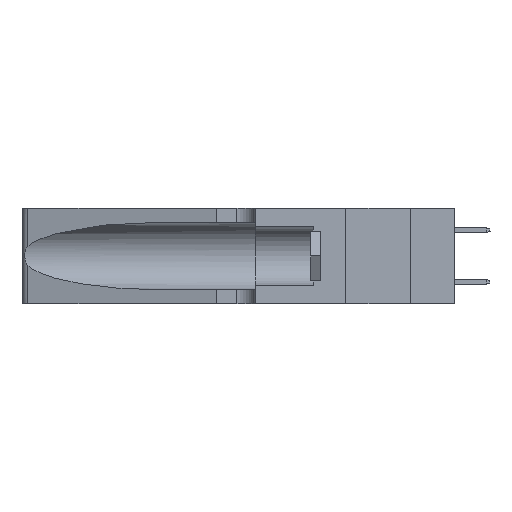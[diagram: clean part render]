
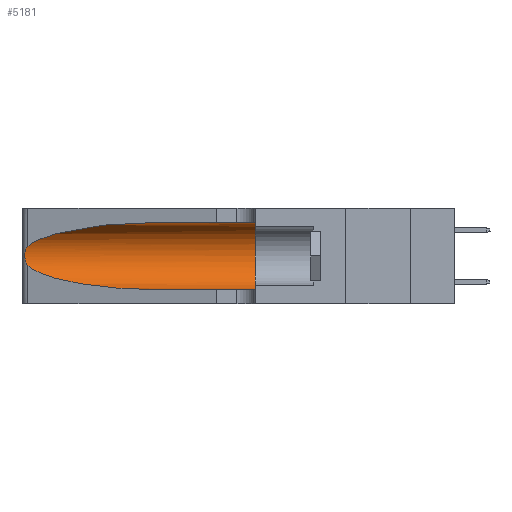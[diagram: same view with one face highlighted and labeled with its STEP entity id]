
A CAD part, left-side view. The second image highlights one B-rep face of the part: STEP entity #5181.
In plain terms, the highlighted cylindrical face has radius 3.308 mm (diameter 6.617 mm), a partial arc.
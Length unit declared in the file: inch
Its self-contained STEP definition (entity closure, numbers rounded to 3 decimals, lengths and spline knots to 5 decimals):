
#625 = EDGE_LOOP ( 'NONE', ( #1676, #16951, #15357, #33754, #24313, #37229 ) ) ;
#1125 = CARTESIAN_POINT ( 'NONE',  ( 0.25487, 1.22718, 0.14631 ) ) ;
#1676 = ORIENTED_EDGE ( 'NONE', *, *, #6680, .T. ) ;
#3076 = B_SPLINE_CURVE_WITH_KNOTS ( 'NONE', 3,
 ( #15765, #27930, #3872, #7188, #36510, #24794, #27742, #9919, #21846, #33781, #7004, #18909, #4061, #1125 ),
 .UNSPECIFIED., .F., .F.,
 ( 4, 2, 2, 2, 2, 2, 4 ),
 ( 0., 0.00027, 0.00053, 0.00107, 0.0016, 0.00187, 0.00214 ),
 .UNSPECIFIED. ) ;
#3872 = CARTESIAN_POINT ( 'NONE',  ( 0.25639, 1.23184, 0.21858 ) ) ;
#4061 = CARTESIAN_POINT ( 'NONE',  ( 0.25555, 1.22993, 0.14849 ) ) ;
#5181 = ADVANCED_FACE ( 'NONE', ( #28430 ), #25876, .F. ) ;
#5189 = CARTESIAN_POINT ( 'NONE',  ( 0.18966, 0.96281, 0.31525 ) ) ;
#5443 = DIRECTION ( 'NONE',  ( 0., 1., 0. ) ) ;
#6680 = EDGE_CURVE ( 'NONE', #6735, #10677, #22075, .T. ) ;
#6735 = VERTEX_POINT ( 'NONE', #11606 ) ;
#6804 = CARTESIAN_POINT ( 'NONE',  ( 0.1305, 1.61858, 0.05475 ) ) ;
#7004 = CARTESIAN_POINT ( 'NONE',  ( 0.25789, 1.23486, 0.15765 ) ) ;
#7188 = CARTESIAN_POINT ( 'NONE',  ( 0.25787, 1.23484, 0.2124 ) ) ;
#8131 = CARTESIAN_POINT ( 'NONE',  ( 0.25487, 1.22718, 0.22369 ) ) ;
#8526 = EDGE_CURVE ( 'NONE', #6735, #21335, #17170, .T. ) ;
#9919 = CARTESIAN_POINT ( 'NONE',  ( 0.26075, 1.23896, 0.178 ) ) ;
#10036 = CARTESIAN_POINT ( 'NONE',  ( 0.1305, 1.61858, 0.185 ) ) ;
#10511 = VECTOR ( 'NONE', #10937, 39.37008 ) ;
#10677 = VERTEX_POINT ( 'NONE', #8131 ) ;
#10937 = DIRECTION ( 'NONE',  ( 0., -1., 0. ) ) ;
#11606 = CARTESIAN_POINT ( 'NONE',  ( 0.1305, 0.72297, 0.31525 ) ) ;
#12977 = VERTEX_POINT ( 'NONE', #26268 ) ;
#13137 = VERTEX_POINT ( 'NONE', #18976 ) ;
#15357 = ORIENTED_EDGE ( 'NONE', *, *, #26426, .T. ) ;
#15612 = CARTESIAN_POINT ( 'NONE',  ( 0.2373, 1.15595, 0.08982 ) ) ;
#15765 = CARTESIAN_POINT ( 'NONE',  ( 0.25487, 1.22718, 0.22369 ) ) ;
#16379 = CARTESIAN_POINT ( 'NONE',  ( 0.18966, 0.96281, 0.05475 ) ) ;
#16951 = ORIENTED_EDGE ( 'NONE', *, *, #28210, .T. ) ;
#17170 = LINE ( 'NONE', #35191, #10511 ) ;
#17262 = CARTESIAN_POINT ( 'NONE',  ( 0.1305, 0.72297, 0.31525 ) ) ;
#18909 = CARTESIAN_POINT ( 'NONE',  ( 0.25639, 1.23186, 0.15144 ) ) ;
#18976 = CARTESIAN_POINT ( 'NONE',  ( 0.1305, 0.35, 0.05475 ) ) ;
#19018 = DIRECTION ( 'NONE',  ( 0., 0., -1. ) ) ;
#19281 = DIRECTION ( 'NONE',  ( 0., -1., 0. ) ) ;
#19914 = DIRECTION ( 'NONE',  ( 0., 0., 1. ) ) ;
#21335 = VERTEX_POINT ( 'NONE', #32313 ) ;
#21844 = LINE ( 'NONE', #6804, #27591 ) ;
#21846 = CARTESIAN_POINT ( 'NONE',  ( 0.26017, 1.23833, 0.17102 ) ) ;
#22075 =( BOUNDED_CURVE ( )  B_SPLINE_CURVE ( 3, ( #17262, #5189, #26318, #37625 ),
 .UNSPECIFIED., .F., .T. ) 
 B_SPLINE_CURVE_WITH_KNOTS ( ( 4, 4 ),
 ( 1.5708, 2.84003 ),
 .UNSPECIFIED. ) 
 CURVE ( )  GEOMETRIC_REPRESENTATION_ITEM ( )  RATIONAL_B_SPLINE_CURVE ( ( 1., 0.87, 0.87, 1. ) ) 
 REPRESENTATION_ITEM ( '' )  );
#22308 =( BOUNDED_CURVE ( )  B_SPLINE_CURVE ( 3, ( #24653, #15612, #16379, #36736 ),
 .UNSPECIFIED., .F., .F. ) 
 B_SPLINE_CURVE_WITH_KNOTS ( ( 4, 4 ),
 ( 3.44316, 4.71239 ),
 .UNSPECIFIED. ) 
 CURVE ( )  GEOMETRIC_REPRESENTATION_ITEM ( )  RATIONAL_B_SPLINE_CURVE ( ( 1., 0.87, 0.87, 1. ) ) 
 REPRESENTATION_ITEM ( '' )  );
#22823 = CARTESIAN_POINT ( 'NONE',  ( 0.25487, 1.22718, 0.14631 ) ) ;
#23499 = EDGE_CURVE ( 'NONE', #21335, #13137, #28193, .T. ) ;
#23824 = EDGE_CURVE ( 'NONE', #12977, #13137, #21844, .T. ) ;
#24030 = VERTEX_POINT ( 'NONE', #22823 ) ;
#24313 = ORIENTED_EDGE ( 'NONE', *, *, #23499, .F. ) ;
#24653 = CARTESIAN_POINT ( 'NONE',  ( 0.25487, 1.22718, 0.14631 ) ) ;
#24794 = CARTESIAN_POINT ( 'NONE',  ( 0.26018, 1.23835, 0.19895 ) ) ;
#25876 = CYLINDRICAL_SURFACE ( 'NONE', #29831, 0.13025 ) ;
#26268 = CARTESIAN_POINT ( 'NONE',  ( 0.1305, 0.72297, 0.05475 ) ) ;
#26318 = CARTESIAN_POINT ( 'NONE',  ( 0.2373, 1.15595, 0.28018 ) ) ;
#26426 = EDGE_CURVE ( 'NONE', #24030, #12977, #22308, .T. ) ;
#27591 = VECTOR ( 'NONE', #19281, 39.37008 ) ;
#27742 = CARTESIAN_POINT ( 'NONE',  ( 0.26075, 1.23896, 0.19203 ) ) ;
#27930 = CARTESIAN_POINT ( 'NONE',  ( 0.25555, 1.22994, 0.2215 ) ) ;
#28193 = CIRCLE ( 'NONE', #33180, 0.13025 ) ;
#28210 = EDGE_CURVE ( 'NONE', #10677, #24030, #3076, .T. ) ;
#28430 = FACE_OUTER_BOUND ( 'NONE', #625, .T. ) ;
#29831 = AXIS2_PLACEMENT_3D ( 'NONE', #10036, #33897, #19018 ) ;
#32313 = CARTESIAN_POINT ( 'NONE',  ( 0.1305, 0.35, 0.31525 ) ) ;
#33180 = AXIS2_PLACEMENT_3D ( 'NONE', #38078, #5443, #19914 ) ;
#33754 = ORIENTED_EDGE ( 'NONE', *, *, #23824, .T. ) ;
#33781 = CARTESIAN_POINT ( 'NONE',  ( 0.25856, 1.23593, 0.16098 ) ) ;
#33897 = DIRECTION ( 'NONE',  ( 0., -1., 0. ) ) ;
#35191 = CARTESIAN_POINT ( 'NONE',  ( 0.1305, 1.61858, 0.31525 ) ) ;
#36510 = CARTESIAN_POINT ( 'NONE',  ( 0.25854, 1.2359, 0.20912 ) ) ;
#36736 = CARTESIAN_POINT ( 'NONE',  ( 0.1305, 0.72297, 0.05475 ) ) ;
#37229 = ORIENTED_EDGE ( 'NONE', *, *, #8526, .F. ) ;
#37625 = CARTESIAN_POINT ( 'NONE',  ( 0.25487, 1.22718, 0.22369 ) ) ;
#38078 = CARTESIAN_POINT ( 'NONE',  ( 0.1305, 0.35, 0.185 ) ) ;
